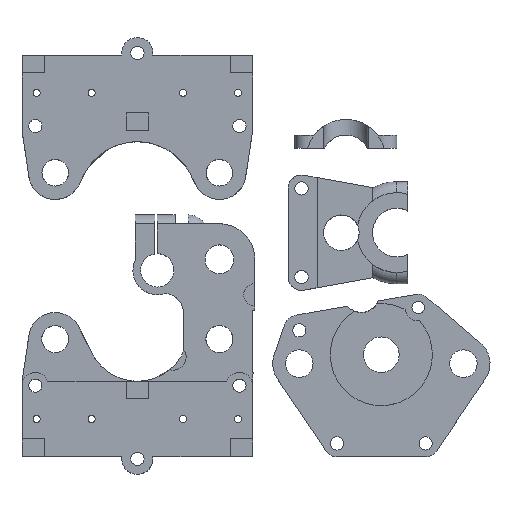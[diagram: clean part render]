
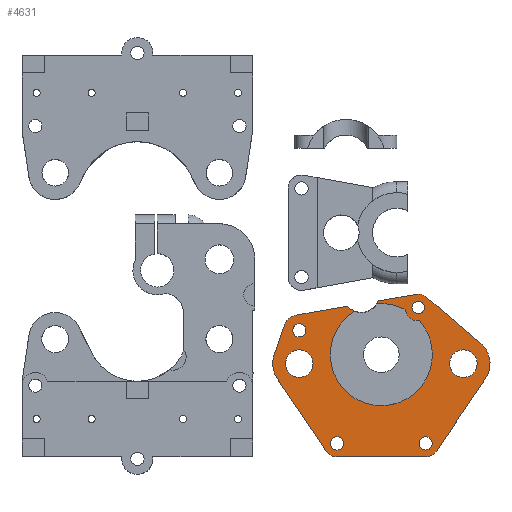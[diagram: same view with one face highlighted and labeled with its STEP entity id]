
A CAD part, top view. The second image highlights one B-rep face of the part: STEP entity #4631.
In plain terms, the highlighted planar face has unit normal (0, 0, 1).
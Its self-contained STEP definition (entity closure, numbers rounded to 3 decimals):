
#28=(
BOUNDED_CURVE()
B_SPLINE_CURVE(2,(#8950,#8951,#8952,#8953,#8954,#8955,#8956,#8957,#8958,
#8959,#8960,#8961,#8962,#8963,#8964,#8965,#8966,#8967,#8968,#8969,#8970,
#8971,#8972,#8973,#8974,#8975,#8976),.UNSPECIFIED.,.F.,.F.)
B_SPLINE_CURVE_WITH_KNOTS((3,2,2,2,2,2,2,2,2,2,2,2,2,3),(15.597,
27.29,30.999,38.071,43.664,63.343,
66.278,86.278,89.213,108.892,117.633,
133.593,136.226,144.893),.UNSPECIFIED.)
CURVE()
GEOMETRIC_REPRESENTATION_ITEM()
RATIONAL_B_SPLINE_CURVE((1.,1.,1.,0.863,1.,1.,1.,0.893,
1.,1.,1.,0.883,1.,1.,1.,0.883,1.,1.,1.,0.746,
1.,1.,1.,0.905,1.,1.,1.))
REPRESENTATION_ITEM('')
);
#88=FACE_BOUND('',#1510,.T.);
#89=FACE_BOUND('',#1511,.T.);
#90=FACE_BOUND('',#1512,.T.);
#91=FACE_BOUND('',#1513,.T.);
#92=FACE_BOUND('',#1514,.T.);
#93=FACE_BOUND('',#1515,.T.);
#183=PLANE('',#5016);
#1235=FACE_OUTER_BOUND('',#1509,.T.);
#1509=EDGE_LOOP('',(#3860,#3861,#3862,#3863,#3864,#3865));
#1510=EDGE_LOOP('',(#3866,#3867));
#1511=EDGE_LOOP('',(#3868,#3869));
#1512=EDGE_LOOP('',(#3870,#3871));
#1513=EDGE_LOOP('',(#3872,#3873));
#1514=EDGE_LOOP('',(#3874,#3875));
#1515=EDGE_LOOP('',(#3876,#3877));
#1787=CIRCLE('',#4986,1.5);
#1788=CIRCLE('',#4987,1.5);
#1789=CIRCLE('',#4989,1.5);
#1790=CIRCLE('',#4990,1.5);
#1791=CIRCLE('',#4992,1.5);
#1792=CIRCLE('',#4993,1.5);
#1793=CIRCLE('',#4995,3.1);
#1794=CIRCLE('',#4996,3.1);
#1795=CIRCLE('',#4998,3.1);
#1796=CIRCLE('',#4999,3.1);
#1797=CIRCLE('',#5001,1.4);
#1798=CIRCLE('',#5002,1.4);
#1800=CIRCLE('',#5005,4.);
#1801=CIRCLE('',#5006,4.);
#1803=CIRCLE('',#5009,11.5);
#1805=CIRCLE('',#5012,3.);
#1807=CIRCLE('',#5015,11.5);
#2171=VERTEX_POINT('',#8947);
#2172=VERTEX_POINT('',#8949);
#2179=VERTEX_POINT('',#8999);
#2180=VERTEX_POINT('',#9000);
#2181=VERTEX_POINT('',#9005);
#2182=VERTEX_POINT('',#9006);
#2183=VERTEX_POINT('',#9011);
#2184=VERTEX_POINT('',#9012);
#2185=VERTEX_POINT('',#9017);
#2186=VERTEX_POINT('',#9018);
#2187=VERTEX_POINT('',#9023);
#2188=VERTEX_POINT('',#9024);
#2189=VERTEX_POINT('',#9029);
#2190=VERTEX_POINT('',#9030);
#2192=VERTEX_POINT('',#9036);
#2194=VERTEX_POINT('',#9040);
#2196=VERTEX_POINT('',#9046);
#2198=VERTEX_POINT('',#9052);
#2757=EDGE_CURVE('',#2172,#2171,#28,.T.);
#2769=EDGE_CURVE('',#2179,#2180,#1787,.T.);
#2770=EDGE_CURVE('',#2180,#2179,#1788,.T.);
#2772=EDGE_CURVE('',#2181,#2182,#1789,.T.);
#2773=EDGE_CURVE('',#2182,#2181,#1790,.T.);
#2775=EDGE_CURVE('',#2183,#2184,#1791,.T.);
#2776=EDGE_CURVE('',#2184,#2183,#1792,.T.);
#2778=EDGE_CURVE('',#2185,#2186,#1793,.T.);
#2779=EDGE_CURVE('',#2186,#2185,#1794,.T.);
#2781=EDGE_CURVE('',#2187,#2188,#1795,.T.);
#2782=EDGE_CURVE('',#2188,#2187,#1796,.T.);
#2784=EDGE_CURVE('',#2189,#2190,#1797,.T.);
#2785=EDGE_CURVE('',#2190,#2189,#1798,.T.);
#2790=EDGE_CURVE('',#2171,#2194,#1800,.T.);
#2791=EDGE_CURVE('',#2192,#2172,#1801,.T.);
#2794=EDGE_CURVE('',#2192,#2196,#1803,.T.);
#2797=EDGE_CURVE('',#2196,#2198,#1805,.T.);
#2799=EDGE_CURVE('',#2198,#2194,#1807,.T.);
#3860=ORIENTED_EDGE('',*,*,#2791,.T.);
#3861=ORIENTED_EDGE('',*,*,#2757,.T.);
#3862=ORIENTED_EDGE('',*,*,#2790,.T.);
#3863=ORIENTED_EDGE('',*,*,#2799,.F.);
#3864=ORIENTED_EDGE('',*,*,#2797,.F.);
#3865=ORIENTED_EDGE('',*,*,#2794,.F.);
#3866=ORIENTED_EDGE('',*,*,#2769,.T.);
#3867=ORIENTED_EDGE('',*,*,#2770,.T.);
#3868=ORIENTED_EDGE('',*,*,#2772,.T.);
#3869=ORIENTED_EDGE('',*,*,#2773,.T.);
#3870=ORIENTED_EDGE('',*,*,#2775,.T.);
#3871=ORIENTED_EDGE('',*,*,#2776,.T.);
#3872=ORIENTED_EDGE('',*,*,#2778,.T.);
#3873=ORIENTED_EDGE('',*,*,#2779,.T.);
#3874=ORIENTED_EDGE('',*,*,#2781,.T.);
#3875=ORIENTED_EDGE('',*,*,#2782,.T.);
#3876=ORIENTED_EDGE('',*,*,#2784,.T.);
#3877=ORIENTED_EDGE('',*,*,#2785,.T.);
#4631=ADVANCED_FACE('',(#1235,#88,#89,#90,#91,#92,#93),#183,.T.);
#4986=AXIS2_PLACEMENT_3D('',#9001,#5887,#5888);
#4987=AXIS2_PLACEMENT_3D('',#9002,#5889,#5890);
#4989=AXIS2_PLACEMENT_3D('',#9007,#5894,#5895);
#4990=AXIS2_PLACEMENT_3D('',#9008,#5896,#5897);
#4992=AXIS2_PLACEMENT_3D('',#9013,#5901,#5902);
#4993=AXIS2_PLACEMENT_3D('',#9014,#5903,#5904);
#4995=AXIS2_PLACEMENT_3D('',#9019,#5908,#5909);
#4996=AXIS2_PLACEMENT_3D('',#9020,#5910,#5911);
#4998=AXIS2_PLACEMENT_3D('',#9025,#5915,#5916);
#4999=AXIS2_PLACEMENT_3D('',#9026,#5917,#5918);
#5001=AXIS2_PLACEMENT_3D('',#9031,#5922,#5923);
#5002=AXIS2_PLACEMENT_3D('',#9032,#5924,#5925);
#5005=AXIS2_PLACEMENT_3D('',#9042,#5933,#5934);
#5006=AXIS2_PLACEMENT_3D('',#9043,#5935,#5936);
#5009=AXIS2_PLACEMENT_3D('',#9049,#5942,#5943);
#5012=AXIS2_PLACEMENT_3D('',#9055,#5949,#5950);
#5015=AXIS2_PLACEMENT_3D('',#9058,#5955,#5956);
#5016=AXIS2_PLACEMENT_3D('',#9059,#5957,#5958);
#5887=DIRECTION('center_axis',(0.,0.,
-1.));
#5888=DIRECTION('ref_axis',(0.581,-0.814,0.));
#5889=DIRECTION('center_axis',(0.,0.,
-1.));
#5890=DIRECTION('ref_axis',(0.581,-0.814,0.));
#5894=DIRECTION('center_axis',(0.,0.,
-1.));
#5895=DIRECTION('ref_axis',(0.814,0.581,0.));
#5896=DIRECTION('center_axis',(0.,0.,
-1.));
#5897=DIRECTION('ref_axis',(0.814,0.581,0.));
#5901=DIRECTION('center_axis',(0.,0.,
-1.));
#5902=DIRECTION('ref_axis',(-0.814,-0.581,0.));
#5903=DIRECTION('center_axis',(0.,0.,
-1.));
#5904=DIRECTION('ref_axis',(-0.814,-0.581,0.));
#5908=DIRECTION('center_axis',(0.,0.,
-1.));
#5909=DIRECTION('ref_axis',(0.814,0.581,0.));
#5910=DIRECTION('center_axis',(0.,0.,
-1.));
#5911=DIRECTION('ref_axis',(0.814,0.581,0.));
#5915=DIRECTION('center_axis',(0.,0.,
-1.));
#5916=DIRECTION('ref_axis',(0.814,0.581,0.));
#5917=DIRECTION('center_axis',(0.,0.,
-1.));
#5918=DIRECTION('ref_axis',(0.814,0.581,0.));
#5922=DIRECTION('center_axis',(0.,0.,
-1.));
#5923=DIRECTION('ref_axis',(0.814,0.581,0.));
#5924=DIRECTION('center_axis',(0.,0.,
-1.));
#5925=DIRECTION('ref_axis',(0.814,0.581,0.));
#5933=DIRECTION('center_axis',(0.,0.,-1.));
#5934=DIRECTION('ref_axis',(0.859,-0.512,0.));
#5935=DIRECTION('center_axis',(0.,0.,
-1.));
#5936=DIRECTION('ref_axis',(-0.769,-0.64,0.));
#5942=DIRECTION('center_axis',(0.,0.,
1.));
#5943=DIRECTION('ref_axis',(0.746,0.666,0.));
#5949=DIRECTION('center_axis',(0.,0.,
-1.));
#5950=DIRECTION('ref_axis',(-0.988,-0.153,0.));
#5955=DIRECTION('center_axis',(0.,0.,
1.));
#5956=DIRECTION('ref_axis',(-0.093,0.996,0.));
#5957=DIRECTION('center_axis',(0.,0.,1.));
#5958=DIRECTION('ref_axis',(1.,0.,0.));
#8947=CARTESIAN_POINT('',(52.255,-4.878,4.));
#8949=CARTESIAN_POINT('',(45.426,-6.059,4.));
#8950=CARTESIAN_POINT('Ctrl Pts',(45.426,-6.059,4.));
#8951=CARTESIAN_POINT('Ctrl Pts',(39.665,-7.055,4.));
#8952=CARTESIAN_POINT('Ctrl Pts',(33.904,-8.051,4.));
#8953=CARTESIAN_POINT('Ctrl Pts',(31.884,-8.4,4.));
#8954=CARTESIAN_POINT('Ctrl Pts',(31.2,-10.333,4.));
#8955=CARTESIAN_POINT('Ctrl Pts',(30.022,-13.667,4.));
#8956=CARTESIAN_POINT('Ctrl Pts',(28.843,-17.,4.));
#8957=CARTESIAN_POINT('Ctrl Pts',(27.837,-19.846,4.));
#8958=CARTESIAN_POINT('Ctrl Pts',(29.523,-22.35,4.));
#8959=CARTESIAN_POINT('Ctrl Pts',(35.017,-30.513,4.));
#8960=CARTESIAN_POINT('Ctrl Pts',(40.511,-38.675,4.));
#8961=CARTESIAN_POINT('Ctrl Pts',(41.403,-40.,4.));
#8962=CARTESIAN_POINT('Ctrl Pts',(43.,-40.,4.));
#8963=CARTESIAN_POINT('Ctrl Pts',(53.,-40.,4.));
#8964=CARTESIAN_POINT('Ctrl Pts',(63.,-40.,4.));
#8965=CARTESIAN_POINT('Ctrl Pts',(64.597,-40.,4.));
#8966=CARTESIAN_POINT('Ctrl Pts',(65.489,-38.675,4.));
#8967=CARTESIAN_POINT('Ctrl Pts',(70.983,-30.513,4.));
#8968=CARTESIAN_POINT('Ctrl Pts',(76.477,-22.35,4.));
#8969=CARTESIAN_POINT('Ctrl Pts',(79.466,-17.91,4.));
#8970=CARTESIAN_POINT('Ctrl Pts',(75.395,-14.436,4.));
#8971=CARTESIAN_POINT('Ctrl Pts',(69.324,-9.256,4.));
#8972=CARTESIAN_POINT('Ctrl Pts',(63.253,-4.076,4.));
#8973=CARTESIAN_POINT('Ctrl Pts',(62.182,-3.162,4.));
#8974=CARTESIAN_POINT('Ctrl Pts',(60.795,-3.402,4.));
#8975=CARTESIAN_POINT('Ctrl Pts',(56.525,-4.14,4.));
#8976=CARTESIAN_POINT('Ctrl Pts',(52.255,-4.878,4.));
#8999=CARTESIAN_POINT('',(43.,-38.5,4.));
#9000=CARTESIAN_POINT('',(43.,-35.5,4.));
#9001=CARTESIAN_POINT('Origin',(43.,-37.,4.));
#9002=CARTESIAN_POINT('Origin',(43.,-37.,4.));
#9005=CARTESIAN_POINT('',(64.5,-37.,4.));
#9006=CARTESIAN_POINT('',(61.5,-37.,4.));
#9007=CARTESIAN_POINT('Origin',(63.,-37.,4.));
#9008=CARTESIAN_POINT('Origin',(63.,-37.,4.));
#9011=CARTESIAN_POINT('',(33.,-11.5,4.));
#9012=CARTESIAN_POINT('',(36.,-11.5,4.));
#9013=CARTESIAN_POINT('Origin',(34.5,-11.5,4.));
#9014=CARTESIAN_POINT('Origin',(34.5,-11.5,4.));
#9017=CARTESIAN_POINT('',(37.6,-19.,4.));
#9018=CARTESIAN_POINT('',(31.4,-19.,4.));
#9019=CARTESIAN_POINT('Origin',(34.5,-19.,4.));
#9020=CARTESIAN_POINT('Origin',(34.5,-19.,4.));
#9023=CARTESIAN_POINT('',(74.6,-19.,4.));
#9024=CARTESIAN_POINT('',(68.4,-19.,4.));
#9025=CARTESIAN_POINT('Origin',(71.5,-19.,4.));
#9026=CARTESIAN_POINT('Origin',(71.5,-19.,4.));
#9029=CARTESIAN_POINT('',(62.706,-6.358,4.));
#9030=CARTESIAN_POINT('',(59.906,-6.358,4.));
#9031=CARTESIAN_POINT('Origin',(61.306,-6.358,4.));
#9032=CARTESIAN_POINT('Origin',(61.306,-6.358,4.));
#9036=CARTESIAN_POINT('',(46.982,-7.201,4.));
#9040=CARTESIAN_POINT('',(51.935,-5.549,4.));
#9042=CARTESIAN_POINT('Origin',(48.5,-3.5,4.));
#9043=CARTESIAN_POINT('Origin',(48.5,-3.5,4.));
#9046=CARTESIAN_POINT('',(61.582,-9.345,4.));
#9049=CARTESIAN_POINT('Origin',(53.,-17.,4.));
#9052=CARTESIAN_POINT('',(58.341,-6.816,4.));
#9055=CARTESIAN_POINT('Origin',(61.306,-6.358,4.));
#9058=CARTESIAN_POINT('Origin',(53.,-17.,4.));
#9059=CARTESIAN_POINT('Origin',(57.066,-7.864,4.));
